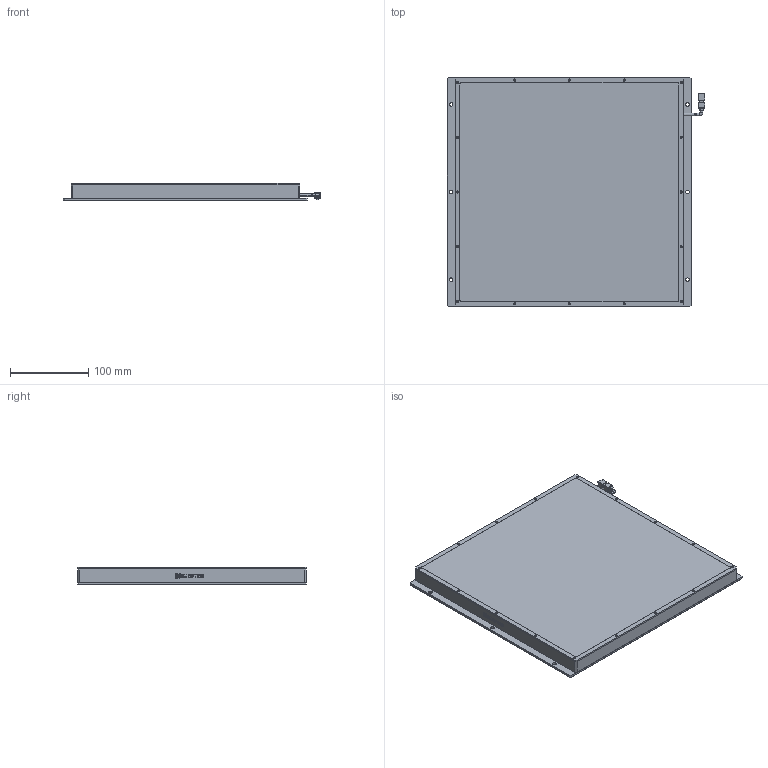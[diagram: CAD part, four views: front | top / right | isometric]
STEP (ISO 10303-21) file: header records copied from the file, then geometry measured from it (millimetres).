
FILE_DESCRIPTION (( 'STEP AP214' ), '1' );
FILE_NAME ('660708-G.STEP', '2019-03-08T03:24:25', ( 'user' ), ( '微软中国' ), 'SwSTEP 2.0', 'SolidWorks 2016', '' );
FILE_SCHEMA (( 'AUTOMOTIVE_DESIGN' ));
Length unit declared in the file: millimetre
Products named in the file (1): 660708-G
Bounding box: 329 x 292 x 22.1 mm (x, y, z)
Volume: 564668.7 mm3; surface area: 413343.5 mm2
Topology: 5 solids, 5 shells, 652 faces, 1615 edges, 1010 vertices
Faces by surface type: cylinder 274, plane 220, cone 97, bspline 59, torus 2
Entity records: 25638 total; most frequent: CARTESIAN_POINT 4218, DIRECTION 3206, ORIENTED_EDGE 3100, EDGE_CURVE 1550, AXIS2_PLACEMENT_3D 1182, VERTEX_POINT 1010, LINE 842, VECTOR 842
